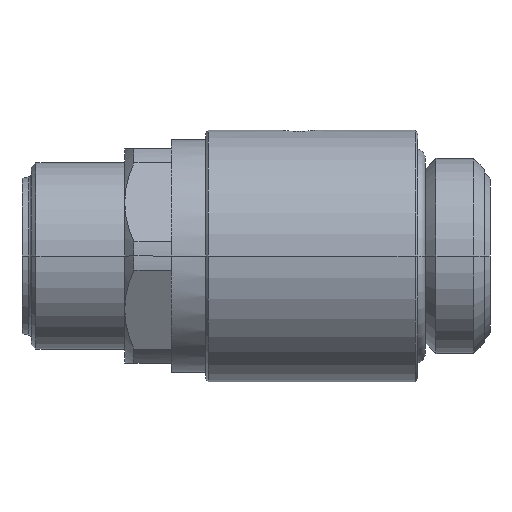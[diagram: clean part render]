
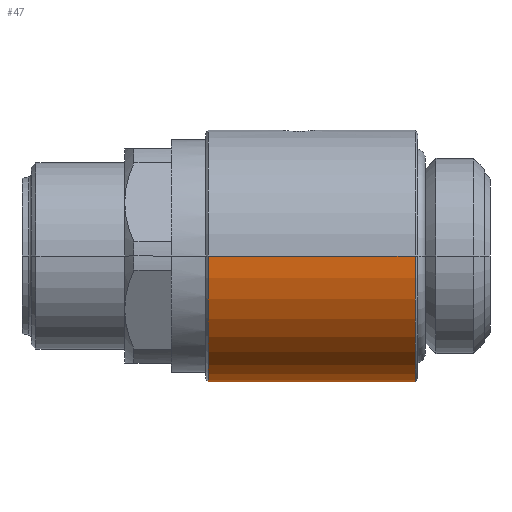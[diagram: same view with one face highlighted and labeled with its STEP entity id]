
A CAD part, left-side view. The second image highlights one B-rep face of the part: STEP entity #47.
In plain terms, the highlighted cylindrical face has radius 13.5 mm (diameter 27 mm), a partial arc.
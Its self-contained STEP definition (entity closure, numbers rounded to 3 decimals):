
#47=ADVANCED_FACE('',(#160),#161,.T.);
#160=FACE_OUTER_BOUND('',#397,.T.);
#161=CYLINDRICAL_SURFACE('',#398,13.5);
#397=EDGE_LOOP('',(#639,#640,#641,#642,#643,#644,#645,#646));
#398=AXIS2_PLACEMENT_3D('',#647,#648,#649);
#639=ORIENTED_EDGE('',*,*,#1509,.F.);
#640=ORIENTED_EDGE('',*,*,#1510,.T.);
#641=ORIENTED_EDGE('',*,*,#1511,.F.);
#642=ORIENTED_EDGE('',*,*,#1506,.F.);
#643=ORIENTED_EDGE('',*,*,#1512,.F.);
#644=ORIENTED_EDGE('',*,*,#1513,.T.);
#645=ORIENTED_EDGE('',*,*,#1514,.T.);
#646=ORIENTED_EDGE('',*,*,#1515,.T.);
#647=CARTESIAN_POINT('',(0.0,11.4,0.0));
#648=DIRECTION('',(-0.0,1.0,0.0));
#649=DIRECTION('',(1.0,0.0,0.0));
#1506=EDGE_CURVE('',#1775,#1778,#1779,.T.);
#1509=EDGE_CURVE('',#1783,#1784,#1785,.T.);
#1510=EDGE_CURVE('',#1783,#1786,#1787,.T.);
#1511=EDGE_CURVE('',#1778,#1786,#1788,.T.);
#1512=EDGE_CURVE('',#1789,#1775,#1790,.T.);
#1513=EDGE_CURVE('',#1789,#1791,#1792,.T.);
#1514=EDGE_CURVE('',#1791,#1793,#1794,.T.);
#1515=EDGE_CURVE('',#1793,#1784,#1795,.T.);
#1775=VERTEX_POINT('',#2219);
#1778=VERTEX_POINT('',#2223);
#1779=CIRCLE('',#2224,13.5);
#1783=VERTEX_POINT('',#2229);
#1784=VERTEX_POINT('',#2230);
#1785=LINE('',#2231,#2232);
#1786=VERTEX_POINT('',#2233);
#1787=CIRCLE('',#2234,13.5);
#1788=LINE('',#2235,#2236);
#1789=VERTEX_POINT('',#2237);
#1790=LINE('',#2238,#2239);
#1791=VERTEX_POINT('',#2240);
#1792=B_SPLINE_CURVE_WITH_KNOTS('',3,(#2241,#2242,#2243,#2244,#2245,#2246),.UNSPECIFIED.,.F.,.F.,(4,2,4),(0.0,0.419,0.812),.UNSPECIFIED.);
#1793=VERTEX_POINT('',#2247);
#1794=B_SPLINE_CURVE_WITH_KNOTS('',3,(#2248,#2249,#2250,#2251,#2252,#2253,#2254,#2255,#2256,#2257,#2258,#2259,#2260,#2261,#2262,#2263,#2264,#2265,#2266,#2267,#2268,#2269,#2270,#2271,#2272,#2273,#2274,#2275,#2276,#2277,#2278,#2279,#2280,#2281,#2282),.UNSPECIFIED.,.F.,.F.,(4,2,2,2,2,2,2,2,3,2,2,2,2,2,2,2,4),(34.211,35.214,36.62,38.026,39.432,40.843,42.255,43.666,45.078,46.489,47.901,49.312,50.724,52.13,53.535,54.941,55.944),.UNSPECIFIED.);
#1795=B_SPLINE_CURVE_WITH_KNOTS('',3,(#2283,#2284,#2285,#2286,#2287,#2288),.UNSPECIFIED.,.F.,.F.,(4,2,4),(0.0,0.419,0.812),.UNSPECIFIED.);
#2219=CARTESIAN_POINT('',(13.5,22.5,0.0));
#2223=CARTESIAN_POINT('',(-13.5,22.5,0.));
#2224=AXIS2_PLACEMENT_3D('',#3137,#3138,#3139);
#2229=CARTESIAN_POINT('',(13.5,0.3,0.0));
#2230=CARTESIAN_POINT('',(13.5,5.499,0.));
#2231=CARTESIAN_POINT('',(13.5,11.4,0.));
#2232=VECTOR('',#3144,1.0);
#2233=CARTESIAN_POINT('',(-13.5,0.3,0.));
#2234=AXIS2_PLACEMENT_3D('',#3145,#3146,#3147);
#2235=CARTESIAN_POINT('',(-13.5,11.4,0.));
#2236=VECTOR('',#3148,1.0);
#2237=CARTESIAN_POINT('',(13.5,20.099,0.));
#2238=CARTESIAN_POINT('',(13.5,11.4,0.));
#2239=VECTOR('',#3149,1.0);
#2240=CARTESIAN_POINT('',(13.494,20.088,-0.406));
#2241=CARTESIAN_POINT('',(13.494,20.088,0.406));
#2242=CARTESIAN_POINT('',(13.498,20.095,0.266));
#2243=CARTESIAN_POINT('',(13.5,20.099,0.127));
#2244=CARTESIAN_POINT('',(13.5,20.099,-0.144));
#2245=CARTESIAN_POINT('',(13.498,20.095,-0.275));
#2246=CARTESIAN_POINT('',(13.494,20.088,-0.406));
#2247=CARTESIAN_POINT('',(13.494,5.51,-0.406));
#2248=CARTESIAN_POINT('',(13.494,20.088,-0.406));
#2249=CARTESIAN_POINT('',(13.484,20.069,-0.744));
#2250=CARTESIAN_POINT('',(13.461,20.026,-1.087));
#2251=CARTESIAN_POINT('',(13.374,19.864,-1.902));
#2252=CARTESIAN_POINT('',(13.298,19.72,-2.373));
#2253=CARTESIAN_POINT('',(13.106,19.344,-3.269));
#2254=CARTESIAN_POINT('',(12.991,19.112,-3.697));
#2255=CARTESIAN_POINT('',(12.74,18.579,-4.484));
#2256=CARTESIAN_POINT('',(12.606,18.279,-4.844));
#2257=CARTESIAN_POINT('',(12.342,17.642,-5.481));
#2258=CARTESIAN_POINT('',(12.203,17.281,-5.782));
#2259=CARTESIAN_POINT('',(11.936,16.494,-6.314));
#2260=CARTESIAN_POINT('',(11.809,16.068,-6.545));
#2261=CARTESIAN_POINT('',(11.593,15.173,-6.92));
#2262=CARTESIAN_POINT('',(11.505,14.703,-7.064));
#2263=CARTESIAN_POINT('',(11.386,13.752,-7.254));
#2264=CARTESIAN_POINT('',(11.356,13.269,-7.3));
#2265=CARTESIAN_POINT('',(11.356,12.799,-7.3));
#2266=CARTESIAN_POINT('',(11.356,12.329,-7.3));
#2267=CARTESIAN_POINT('',(11.386,11.846,-7.254));
#2268=CARTESIAN_POINT('',(11.505,10.895,-7.064));
#2269=CARTESIAN_POINT('',(11.593,10.425,-6.92));
#2270=CARTESIAN_POINT('',(11.809,9.53,-6.545));
#2271=CARTESIAN_POINT('',(11.936,9.104,-6.314));
#2272=CARTESIAN_POINT('',(12.203,8.317,-5.782));
#2273=CARTESIAN_POINT('',(12.342,7.956,-5.481));
#2274=CARTESIAN_POINT('',(12.606,7.319,-4.844));
#2275=CARTESIAN_POINT('',(12.74,7.019,-4.484));
#2276=CARTESIAN_POINT('',(12.991,6.486,-3.697));
#2277=CARTESIAN_POINT('',(13.106,6.254,-3.269));
#2278=CARTESIAN_POINT('',(13.298,5.878,-2.373));
#2279=CARTESIAN_POINT('',(13.374,5.734,-1.902));
#2280=CARTESIAN_POINT('',(13.461,5.572,-1.087));
#2281=CARTESIAN_POINT('',(13.484,5.529,-0.744));
#2282=CARTESIAN_POINT('',(13.494,5.51,-0.406));
#2283=CARTESIAN_POINT('',(13.494,5.51,-0.406));
#2284=CARTESIAN_POINT('',(13.498,5.503,-0.266));
#2285=CARTESIAN_POINT('',(13.5,5.499,-0.127));
#2286=CARTESIAN_POINT('',(13.5,5.499,0.144));
#2287=CARTESIAN_POINT('',(13.498,5.503,0.275));
#2288=CARTESIAN_POINT('',(13.494,5.51,0.406));
#3137=CARTESIAN_POINT('',(0.0,22.5,0.0));
#3138=DIRECTION('',(-0.0,1.0,0.0));
#3139=DIRECTION('',(1.0,0.0,0.0));
#3144=DIRECTION('',(0.0,1.0,0.0));
#3145=CARTESIAN_POINT('',(0.0,0.3,0.0));
#3146=DIRECTION('',(-0.0,1.0,0.0));
#3147=DIRECTION('',(1.0,0.0,0.0));
#3148=DIRECTION('',(-0.0,-1.0,-0.0));
#3149=DIRECTION('',(0.0,1.0,0.0));
